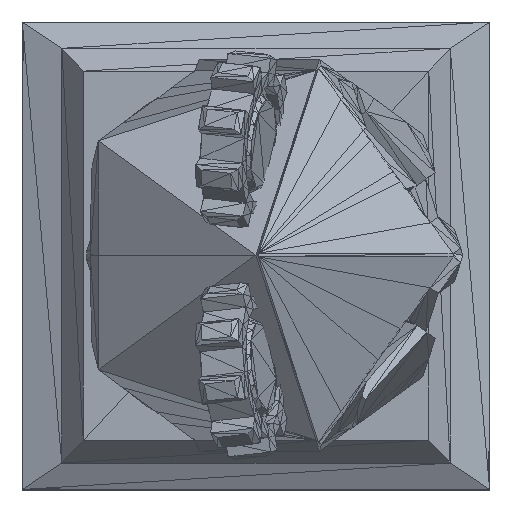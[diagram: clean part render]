
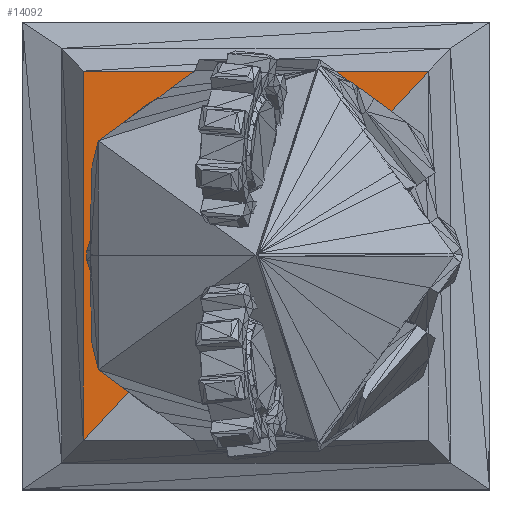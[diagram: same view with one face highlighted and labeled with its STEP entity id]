
A CAD part, top view. The second image highlights one B-rep face of the part: STEP entity #14092.
In plain terms, the highlighted planar face has unit normal (0, 0, 1).
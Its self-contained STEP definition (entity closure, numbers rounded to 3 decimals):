
#365 = DIRECTION ( 'NONE',  ( 1., 0., 0. ) ) ;
#4026 = EDGE_CURVE ( 'NONE', #7761, #9868, #21367, .T. ) ;
#4437 = ORIENTED_EDGE ( 'NONE', *, *, #21782, .F. ) ;
#6386 = DIRECTION ( 'NONE',  ( 0., 1., 0. ) ) ;
#7390 = VECTOR ( 'NONE', #10771, 1000. ) ;
#7761 = VERTEX_POINT ( 'NONE', #22188 ) ;
#8000 = PLANE ( 'NONE',  #13251 ) ;
#9436 = DIRECTION ( 'NONE',  ( 0., 0., 1. ) ) ;
#9758 = EDGE_LOOP ( 'NONE', ( #20860, #15777, #4437 ) ) ;
#9790 = FACE_OUTER_BOUND ( 'NONE', #9758, .T. ) ;
#9868 = VERTEX_POINT ( 'NONE', #22936 ) ;
#10382 = CARTESIAN_POINT ( 'NONE',  ( -25.6, -27.355, 55.702 ) ) ;
#10599 = VERTEX_POINT ( 'NONE', #11995 ) ;
#10771 = DIRECTION ( 'NONE',  ( -1., 0., 0. ) ) ;
#11995 = CARTESIAN_POINT ( 'NONE',  ( -25.6, 27.355, 55.702 ) ) ;
#12301 = DIRECTION ( 'NONE',  ( 0.683, 0.73, 0. ) ) ;
#12833 = EDGE_CURVE ( 'NONE', #9868, #10599, #21403, .T. ) ;
#13251 = AXIS2_PLACEMENT_3D ( 'NONE', #18524, #9436, #365 ) ;
#13803 = CARTESIAN_POINT ( 'NONE',  ( -25.6, -27.355, 55.702 ) ) ;
#14092 = ADVANCED_FACE ( 'NONE', ( #9790 ), #8000, .T. ) ;
#14238 = VECTOR ( 'NONE', #6386, 1000. ) ;
#15777 = ORIENTED_EDGE ( 'NONE', *, *, #12833, .T. ) ;
#16012 = CARTESIAN_POINT ( 'NONE',  ( 25.627, 27.355, 55.702 ) ) ;
#17128 = LINE ( 'NONE', #13803, #14238 ) ;
#18524 = CARTESIAN_POINT ( 'NONE',  ( 0., 0., 55.702 ) ) ;
#19128 = VECTOR ( 'NONE', #12301, 1000. ) ;
#20860 = ORIENTED_EDGE ( 'NONE', *, *, #4026, .T. ) ;
#21367 = LINE ( 'NONE', #10382, #19128 ) ;
#21403 = LINE ( 'NONE', #16012, #7390 ) ;
#21782 = EDGE_CURVE ( 'NONE', #7761, #10599, #17128, .T. ) ;
#22188 = CARTESIAN_POINT ( 'NONE',  ( -25.6, -27.355, 55.702 ) ) ;
#22936 = CARTESIAN_POINT ( 'NONE',  ( 25.627, 27.355, 55.702 ) ) ;
